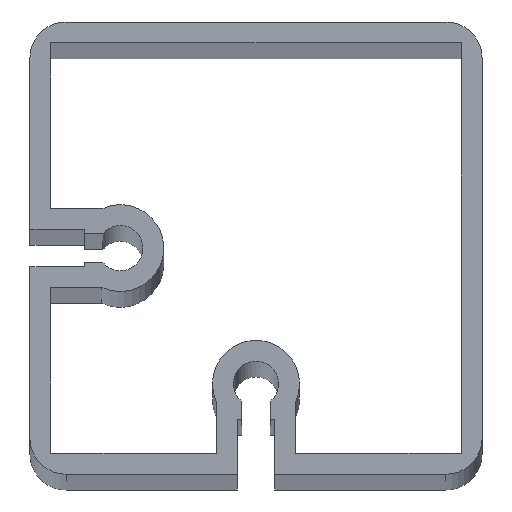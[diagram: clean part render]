
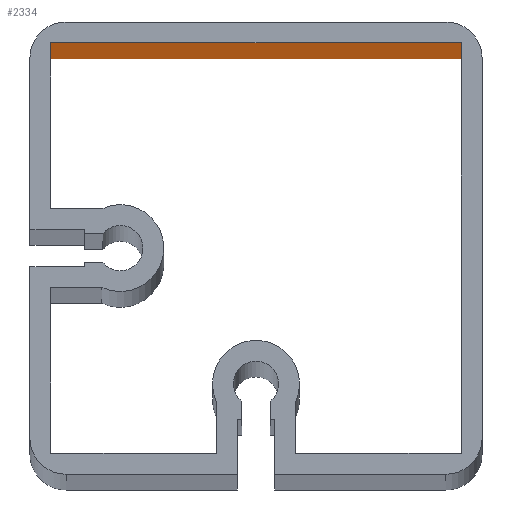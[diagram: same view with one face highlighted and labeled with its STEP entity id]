
A CAD part, top view. The second image highlights one B-rep face of the part: STEP entity #2334.
In plain terms, the highlighted planar face has unit normal (0, -1, 0).
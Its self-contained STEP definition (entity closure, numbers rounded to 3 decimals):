
#1330=ORIENTED_EDGE('',*,*,#1707,.T.);
#1331=ORIENTED_EDGE('',*,*,#1681,.F.);
#1332=ORIENTED_EDGE('',*,*,#1706,.F.);
#1333=ORIENTED_EDGE('',*,*,#1649,.T.);
#1383=VECTOR('',#1867,1.);
#1409=VECTOR('',#1909,1.);
#1434=VECTOR('',#1978,1.);
#1435=VECTOR('',#1981,1.);
#1475=LINE('',#2091,#1383);
#1501=LINE('',#2155,#1409);
#1526=LINE('',#2204,#1434);
#1527=LINE('',#2206,#1435);
#1568=VERTEX_POINT('',#2088);
#1569=VERTEX_POINT('',#2090);
#1598=VERTEX_POINT('',#2152);
#1599=VERTEX_POINT('',#2154);
#1649=EDGE_CURVE('',#1569,#1568,#1475,.T.);
#1681=EDGE_CURVE('',#1598,#1599,#1501,.T.);
#1706=EDGE_CURVE('',#1569,#1598,#1526,.T.);
#1707=EDGE_CURVE('',#1568,#1599,#1527,.T.);
#1746=EDGE_LOOP('',(#1330,#1331,#1332,#1333));
#1786=FACE_BOUND('',#1746,.T.);
#1867=DIRECTION('',(0.,0.,45.4));
#1909=DIRECTION('',(0.,0.,45.4));
#1978=DIRECTION('',(-1000.,0.,0.));
#1979=DIRECTION('',(0.,-1.,0.));
#1980=DIRECTION('',(-1.,0.,0.));
#1981=DIRECTION('',(-1000.,0.,0.));
#2088=CARTESIAN_POINT('',(1000.,22.7,22.7));
#2090=CARTESIAN_POINT('',(1000.,22.7,-22.7));
#2091=CARTESIAN_POINT('',(1000.,22.7,-22.7));
#2152=CARTESIAN_POINT('',(0.,22.7,-22.7));
#2154=CARTESIAN_POINT('',(0.,22.7,22.7));
#2155=CARTESIAN_POINT('',(0.,22.7,-22.7));
#2204=CARTESIAN_POINT('',(1000.,22.7,-22.7));
#2205=CARTESIAN_POINT('',(1000.,22.7,22.7));
#2206=CARTESIAN_POINT('',(1000.,22.7,22.7));
#2264=AXIS2_PLACEMENT_3D('',#2205,#1979,#1980);
#2296=PLANE('',#2264);
#2334=ADVANCED_FACE('',(#1786),#2296,.T.);
